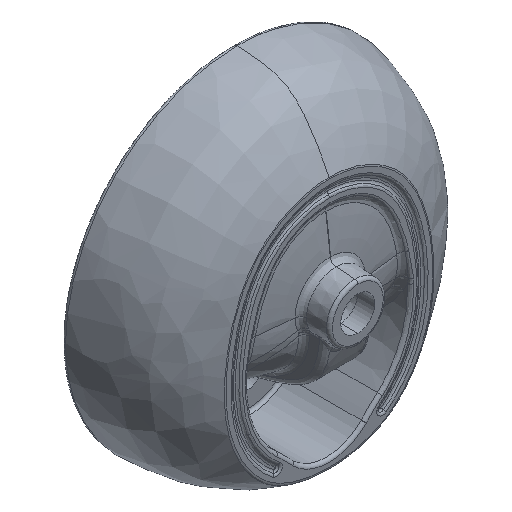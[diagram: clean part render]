
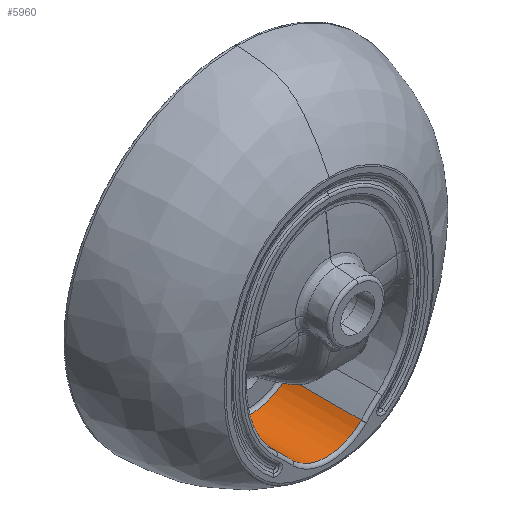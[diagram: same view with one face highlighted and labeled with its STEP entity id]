
A CAD part, isometric view. The second image highlights one B-rep face of the part: STEP entity #5960.
In plain terms, the highlighted cylindrical face has radius 63.065 mm (diameter 126.13 mm), a partial arc.
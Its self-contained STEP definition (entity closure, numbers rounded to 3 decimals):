
#871=CARTESIAN_POINT('',(0.,-121.,-120.02));
#872=DIRECTION('',(0.,1.,0.));
#873=DIRECTION('',(0.719,0.,-0.695));
#874=AXIS2_PLACEMENT_3D('',#871,#872,#873);
#876=DIRECTION('',(0.,1.,0.));
#877=VECTOR('',#876,98.);
#878=CARTESIAN_POINT('',(-45.319,-121.,-163.877));
#879=LINE('',#878,#877);
#880=CARTESIAN_POINT('',(0.,-23.,-120.02));
#881=DIRECTION('',(0.,1.,0.));
#882=DIRECTION('',(0.719,0.,-0.695));
#883=AXIS2_PLACEMENT_3D('',#880,#881,#882);
#885=DIRECTION('',(0.,-1.,0.));
#886=VECTOR('',#885,98.);
#887=CARTESIAN_POINT('',(45.319,-23.,-163.877));
#888=LINE('',#887,#886);
#4391=CARTESIAN_POINT('',(45.319,-23.,-163.877));
#4392=VERTEX_POINT('',#4391);
#4395=CARTESIAN_POINT('',(-45.319,-23.,-163.877));
#4396=VERTEX_POINT('',#4395);
#4401=CARTESIAN_POINT('',(45.319,-121.,-163.877));
#4402=CARTESIAN_POINT('',(-45.319,-121.,-163.877));
#4403=VERTEX_POINT('',#4401);
#4404=VERTEX_POINT('',#4402);
#5948=CARTESIAN_POINT('',(0.,-19.,-120.02));
#5949=DIRECTION('',(0.,-1.,0.));
#5950=DIRECTION('',(0.,0.,-1.));
#5951=AXIS2_PLACEMENT_3D('',#5948,#5949,#5950);
#5952=CYLINDRICAL_SURFACE('',#5951,63.065);
#5953=ORIENTED_EDGE('',*,*,#5941,.T.);
#5954=ORIENTED_EDGE('',*,*,#5916,.T.);
#5955=ORIENTED_EDGE('',*,*,#4817,.F.);
#5957=ORIENTED_EDGE('',*,*,#5956,.T.);
#5958=EDGE_LOOP('',(#5953,#5954,#5955,#5957));
#5959=FACE_OUTER_BOUND('',#5958,.F.);
#875=CIRCLE('',#874,63.065);
#884=CIRCLE('',#883,63.065);
#4817=EDGE_CURVE('',#4392,#4396,#884,.T.);
#5916=EDGE_CURVE('',#4404,#4396,#879,.T.);
#5941=EDGE_CURVE('',#4403,#4404,#875,.T.);
#5956=EDGE_CURVE('',#4392,#4403,#888,.T.);
#5960=ADVANCED_FACE('',(#5959),#5952,.F.);
